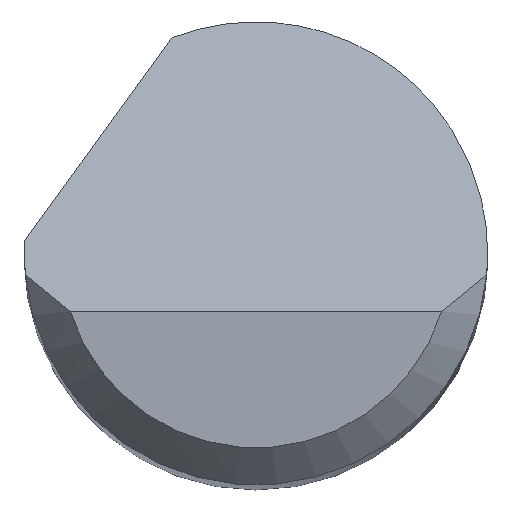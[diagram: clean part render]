
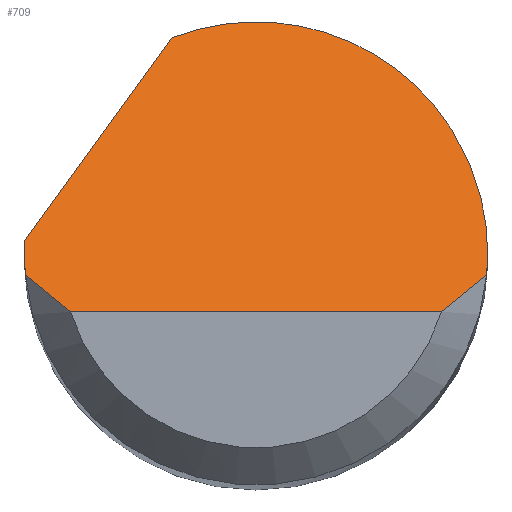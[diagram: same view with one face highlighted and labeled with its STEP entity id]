
A CAD part, top view. The second image highlights one B-rep face of the part: STEP entity #709.
In plain terms, the highlighted planar face has unit normal (0, 0.707, 0.707).
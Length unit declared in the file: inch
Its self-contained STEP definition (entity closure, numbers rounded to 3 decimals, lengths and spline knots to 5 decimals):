
#6 = CARTESIAN_POINT ( 'NONE',  ( 0.08157, -0.019, 1.49525 ) ) ;
#20 = CARTESIAN_POINT ( 'NONE',  ( -0.09375, 0., 1.47625 ) ) ;
#23 = EDGE_LOOP ( 'NONE', ( #389, #114, #491, #212, #91, #456, #127, #123 ) ) ;
#33 = EDGE_CURVE ( 'NONE', #205, #507, #178, .T. ) ;
#38 = CARTESIAN_POINT ( 'NONE',  ( -0.09375, 0.00167, 1.47458 ) ) ;
#41 = CARTESIAN_POINT ( 'NONE',  ( 0.09375, 0., 1.47625 ) ) ;
#44 = CARTESIAN_POINT ( 'NONE',  ( -0.09375, 0., 1.47625 ) ) ;
#70 =( BOUNDED_CURVE ( )  B_SPLINE_CURVE ( 3, ( #346, #38, #611, #728 ),
 .UNSPECIFIED., .F., .F. ) 
 B_SPLINE_CURVE_WITH_KNOTS ( ( 4, 4 ),
 ( 4.71239, 4.76575 ),
 .UNSPECIFIED. ) 
 CURVE ( )  GEOMETRIC_REPRESENTATION_ITEM ( )  RATIONAL_B_SPLINE_CURVE ( ( 1., 1., 1., 1. ) ) 
 REPRESENTATION_ITEM ( '' )  );
#77 = CARTESIAN_POINT ( 'NONE',  ( -0.09375, -0.02375, 1.5 ) ) ;
#78 = CARTESIAN_POINT ( 'NONE',  ( -0.08157, -0.019, 1.49525 ) ) ;
#91 = ORIENTED_EDGE ( 'NONE', *, *, #267, .F. ) ;
#100 = CARTESIAN_POINT ( 'NONE',  ( 0.09334, -0.00875, 1.485 ) ) ;
#103 = CARTESIAN_POINT ( 'NONE',  ( -0.07508, -0.02375, 1.5 ) ) ;
#110 = EDGE_CURVE ( 'NONE', #636, #205, #285, .T. ) ;
#114 = ORIENTED_EDGE ( 'NONE', *, *, #722, .T. ) ;
#123 = ORIENTED_EDGE ( 'NONE', *, *, #338, .T. ) ;
#127 = ORIENTED_EDGE ( 'NONE', *, *, #208, .F. ) ;
#130 = VERTEX_POINT ( 'NONE', #536 ) ;
#143 = CARTESIAN_POINT ( 'NONE',  ( 0.07508, -0.02375, 1.5 ) ) ;
#178 =( BOUNDED_CURVE ( )  B_SPLINE_CURVE ( 3, ( #41, #492, #434, #354 ),
 .UNSPECIFIED., .F., .F. ) 
 B_SPLINE_CURVE_WITH_KNOTS ( ( 4, 4 ),
 ( 1.5708, 1.66427 ),
 .UNSPECIFIED. ) 
 CURVE ( )  GEOMETRIC_REPRESENTATION_ITEM ( )  RATIONAL_B_SPLINE_CURVE ( ( 1., 0.999, 0.999, 1. ) ) 
 REPRESENTATION_ITEM ( '' )  );
#181 = CARTESIAN_POINT ( 'NONE',  ( 0.03379, 0.11369, 1.36256 ) ) ;
#205 = VERTEX_POINT ( 'NONE', #350 ) ;
#208 = EDGE_CURVE ( 'NONE', #130, #808, #782, .T. ) ;
#212 = ORIENTED_EDGE ( 'NONE', *, *, #110, .F. ) ;
#265 = CARTESIAN_POINT ( 'NONE',  ( -0.09334, -0.00875, 1.485 ) ) ;
#267 = EDGE_CURVE ( 'NONE', #451, #636, #659, .T. ) ;
#285 =( BOUNDED_CURVE ( )  B_SPLINE_CURVE ( 3, ( #750, #181, #780, #662 ),
 .UNSPECIFIED., .F., .F. ) 
 B_SPLINE_CURVE_WITH_KNOTS ( ( 4, 4 ),
 ( 5.91277, 7.85398 ),
 .UNSPECIFIED. ) 
 CURVE ( )  GEOMETRIC_REPRESENTATION_ITEM ( )  RATIONAL_B_SPLINE_CURVE ( ( 1., 0.71, 0.71, 1. ) ) 
 REPRESENTATION_ITEM ( '' )  );
#293 = CARTESIAN_POINT ( 'NONE',  ( -0.09361, -0.00584, 1.48209 ) ) ;
#327 = DIRECTION ( 'NONE',  ( 0., -0.707, -0.707 ) ) ;
#338 = EDGE_CURVE ( 'NONE', #130, #588, #505, .T. ) ;
#346 = CARTESIAN_POINT ( 'NONE',  ( -0.09375, 0., 1.47625 ) ) ;
#350 = CARTESIAN_POINT ( 'NONE',  ( 0.09375, 0., 1.47625 ) ) ;
#354 = CARTESIAN_POINT ( 'NONE',  ( 0.09334, -0.00875, 1.485 ) ) ;
#373 = CARTESIAN_POINT ( 'NONE',  ( -0.08761, -0.01397, 1.49022 ) ) ;
#382 = DIRECTION ( 'NONE',  ( 0.456, 0.629, -0.629 ) ) ;
#389 = ORIENTED_EDGE ( 'NONE', *, *, #777, .T. ) ;
#434 = CARTESIAN_POINT ( 'NONE',  ( 0.09361, -0.00584, 1.48209 ) ) ;
#435 = FACE_OUTER_BOUND ( 'NONE', #23, .T. ) ;
#451 = VERTEX_POINT ( 'NONE', #472 ) ;
#456 = ORIENTED_EDGE ( 'NONE', *, *, #482, .F. ) ;
#472 = CARTESIAN_POINT ( 'NONE',  ( -0.09362, 0.005, 1.47125 ) ) ;
#482 = EDGE_CURVE ( 'NONE', #808, #451, #70, .T. ) ;
#491 = ORIENTED_EDGE ( 'NONE', *, *, #33, .F. ) ;
#492 = CARTESIAN_POINT ( 'NONE',  ( 0.09375, -0.00292, 1.47917 ) ) ;
#505 = B_SPLINE_CURVE_WITH_KNOTS ( 'NONE', 3,
 ( #265, #373, #78, #687 ),
 .UNSPECIFIED., .F., .F.,
 ( 4, 4 ),
 ( 0., 0.00071 ),
 .UNSPECIFIED. ) ;
#507 = VERTEX_POINT ( 'NONE', #100 ) ;
#536 = CARTESIAN_POINT ( 'NONE',  ( -0.09334, -0.00875, 1.485 ) ) ;
#538 = B_SPLINE_CURVE_WITH_KNOTS ( 'NONE', 3,
 ( #143, #6, #686, #624 ),
 .UNSPECIFIED., .F., .F.,
 ( 4, 4 ),
 ( 0., 0.00071 ),
 .UNSPECIFIED. ) ;
#546 = CARTESIAN_POINT ( 'NONE',  ( -0.09375, -0.00292, 1.47917 ) ) ;
#557 = CARTESIAN_POINT ( 'NONE',  ( -0.03394, 0.08739, 1.38886 ) ) ;
#561 = CARTESIAN_POINT ( 'NONE',  ( -0.11014, -0.01781, 1.49406 ) ) ;
#574 = DIRECTION ( 'NONE',  ( 0., 0.707, -0.707 ) ) ;
#588 = VERTEX_POINT ( 'NONE', #103 ) ;
#589 = CARTESIAN_POINT ( 'NONE',  ( 0., -0.02375, 1.5 ) ) ;
#602 = CARTESIAN_POINT ( 'NONE',  ( -0.09334, -0.00875, 1.485 ) ) ;
#611 = CARTESIAN_POINT ( 'NONE',  ( -0.09371, 0.00333, 1.47292 ) ) ;
#617 = PLANE ( 'NONE',  #717 ) ;
#624 = CARTESIAN_POINT ( 'NONE',  ( 0.09334, -0.00875, 1.485 ) ) ;
#635 = VECTOR ( 'NONE', #648, 39.37008 ) ;
#636 = VERTEX_POINT ( 'NONE', #557 ) ;
#648 = DIRECTION ( 'NONE',  ( 1., 0., 0. ) ) ;
#659 = LINE ( 'NONE', #561, #688 ) ;
#662 = CARTESIAN_POINT ( 'NONE',  ( 0.09375, 0., 1.47625 ) ) ;
#686 = CARTESIAN_POINT ( 'NONE',  ( 0.08761, -0.01397, 1.49022 ) ) ;
#687 = CARTESIAN_POINT ( 'NONE',  ( -0.07508, -0.02375, 1.5 ) ) ;
#688 = VECTOR ( 'NONE', #382, 39.37008 ) ;
#709 = ADVANCED_FACE ( 'NONE', ( #435 ), #617, .F. ) ;
#717 = AXIS2_PLACEMENT_3D ( 'NONE', #77, #327, #574 ) ;
#722 = EDGE_CURVE ( 'NONE', #748, #507, #538, .T. ) ;
#724 = LINE ( 'NONE', #589, #635 ) ;
#728 = CARTESIAN_POINT ( 'NONE',  ( -0.09362, 0.005, 1.47125 ) ) ;
#748 = VERTEX_POINT ( 'NONE', #785 ) ;
#750 = CARTESIAN_POINT ( 'NONE',  ( -0.03394, 0.08739, 1.38886 ) ) ;
#777 = EDGE_CURVE ( 'NONE', #588, #748, #724, .T. ) ;
#780 = CARTESIAN_POINT ( 'NONE',  ( 0.09375, 0.07266, 1.40359 ) ) ;
#782 =( BOUNDED_CURVE ( )  B_SPLINE_CURVE ( 3, ( #602, #293, #546, #44 ),
 .UNSPECIFIED., .F., .F. ) 
 B_SPLINE_CURVE_WITH_KNOTS ( ( 4, 4 ),
 ( 4.61892, 4.71239 ),
 .UNSPECIFIED. ) 
 CURVE ( )  GEOMETRIC_REPRESENTATION_ITEM ( )  RATIONAL_B_SPLINE_CURVE ( ( 1., 0.999, 0.999, 1. ) ) 
 REPRESENTATION_ITEM ( '' )  );
#785 = CARTESIAN_POINT ( 'NONE',  ( 0.07508, -0.02375, 1.5 ) ) ;
#808 = VERTEX_POINT ( 'NONE', #20 ) ;
